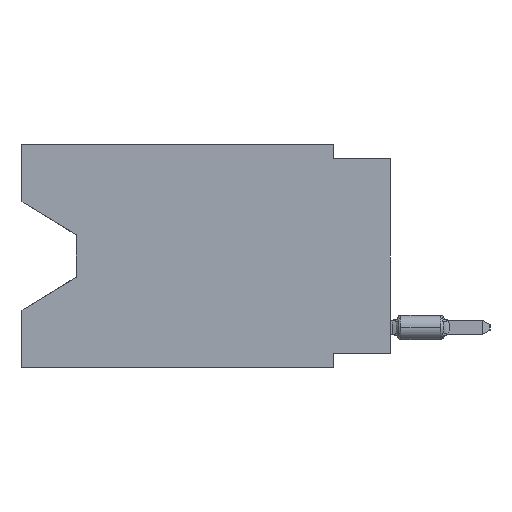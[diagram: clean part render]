
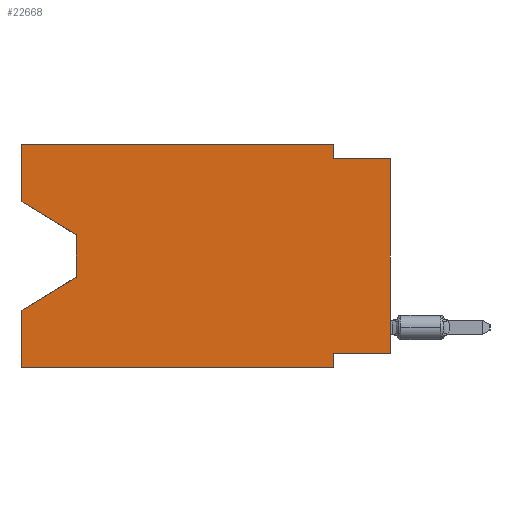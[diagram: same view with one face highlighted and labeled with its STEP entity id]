
A CAD part, left-side view. The second image highlights one B-rep face of the part: STEP entity #22668.
In plain terms, the highlighted planar face has unit normal (-1, 0, 0).
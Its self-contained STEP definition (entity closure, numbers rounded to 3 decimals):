
#700 = DIRECTION ( 'NONE',  ( 1., 0., 0. ) ) ;
#785 = LINE ( 'NONE', #22884, #43578 ) ;
#1041 = VERTEX_POINT ( 'NONE', #45026 ) ;
#1083 = CARTESIAN_POINT ( 'NONE',  ( 0., 16.383, -2.546 ) ) ;
#2135 = CARTESIAN_POINT ( 'NONE',  ( 0., 2.54, 0. ) ) ;
#2959 = LINE ( 'NONE', #55933, #48190 ) ;
#4157 = DIRECTION ( 'NONE',  ( 0., 0., 1. ) ) ;
#4259 = CARTESIAN_POINT ( 'NONE',  ( 0., 2.54, -9.906 ) ) ;
#6244 = DIRECTION ( 'NONE',  ( 0., -0.855, -0.519 ) ) ;
#7119 = EDGE_CURVE ( 'NONE', #50494, #32867, #2959, .T. ) ;
#7832 = ORIENTED_EDGE ( 'NONE', *, *, #20834, .F. ) ;
#9176 = ORIENTED_EDGE ( 'NONE', *, *, #11931, .T. ) ;
#9293 = LINE ( 'NONE', #26771, #11013 ) ;
#11013 = VECTOR ( 'NONE', #22482, 1000. ) ;
#11931 = EDGE_CURVE ( 'NONE', #19077, #1041, #43689, .T. ) ;
#12976 = ORIENTED_EDGE ( 'NONE', *, *, #39881, .F. ) ;
#13375 = EDGE_CURVE ( 'NONE', #18246, #18817, #27197, .T. ) ;
#13539 = VECTOR ( 'NONE', #29319, 1000. ) ;
#14893 = CARTESIAN_POINT ( 'NONE',  ( 0., 16.383, 0. ) ) ;
#15551 = EDGE_LOOP ( 'NONE', ( #50297, #15831, #9176, #30886, #29563, #7832, #20467, #33963, #24795, #18028, #39620, #12976 ) ) ;
#15831 = ORIENTED_EDGE ( 'NONE', *, *, #28574, .T. ) ;
#16933 = CARTESIAN_POINT ( 'NONE',  ( 0., 16.383, 0. ) ) ;
#17387 = VECTOR ( 'NONE', #43843, 1000. ) ;
#18028 = ORIENTED_EDGE ( 'NONE', *, *, #37554, .F. ) ;
#18201 = DIRECTION ( 'NONE',  ( 0., 0., -1. ) ) ;
#18246 = VERTEX_POINT ( 'NONE', #46424 ) ;
#18817 = VERTEX_POINT ( 'NONE', #4259 ) ;
#19077 = VERTEX_POINT ( 'NONE', #45493 ) ;
#20216 = VECTOR ( 'NONE', #46380, 1000. ) ;
#20329 = DIRECTION ( 'NONE',  ( 0., 0., -1. ) ) ;
#20467 = ORIENTED_EDGE ( 'NONE', *, *, #49597, .F. ) ;
#20834 = EDGE_CURVE ( 'NONE', #51643, #18817, #34453, .T. ) ;
#20926 = VECTOR ( 'NONE', #4157, 1000. ) ;
#22221 = LINE ( 'NONE', #34245, #20926 ) ;
#22482 = DIRECTION ( 'NONE',  ( 0., 0., 1. ) ) ;
#22668 = ADVANCED_FACE ( 'NONE', ( #27370 ), #39964, .F. ) ;
#22884 = CARTESIAN_POINT ( 'NONE',  ( 0., 16.383, 0. ) ) ;
#23328 = VECTOR ( 'NONE', #29329, 1000. ) ;
#23579 = VECTOR ( 'NONE', #52249, 1000. ) ;
#24430 = AXIS2_PLACEMENT_3D ( 'NONE', #48819, #700, #18201 ) ;
#24795 = ORIENTED_EDGE ( 'NONE', *, *, #7119, .F. ) ;
#25481 = LINE ( 'NONE', #51779, #41745 ) ;
#25679 = CARTESIAN_POINT ( 'NONE',  ( 0., 16.383, -2.546 ) ) ;
#26229 = CARTESIAN_POINT ( 'NONE',  ( 0., 2.54, -0.635 ) ) ;
#26771 = CARTESIAN_POINT ( 'NONE',  ( 0., 0., 0. ) ) ;
#26890 = EDGE_CURVE ( 'NONE', #39806, #42606, #40349, .T. ) ;
#27197 = LINE ( 'NONE', #44659, #41056 ) ;
#27370 = FACE_OUTER_BOUND ( 'NONE', #15551, .T. ) ;
#28574 = EDGE_CURVE ( 'NONE', #42606, #19077, #38073, .T. ) ;
#29148 = VERTEX_POINT ( 'NONE', #2135 ) ;
#29319 = DIRECTION ( 'NONE',  ( 0., 1., 0. ) ) ;
#29329 = DIRECTION ( 'NONE',  ( 0., 0., -1. ) ) ;
#29563 = ORIENTED_EDGE ( 'NONE', *, *, #13375, .T. ) ;
#30886 = ORIENTED_EDGE ( 'NONE', *, *, #41475, .F. ) ;
#32867 = VERTEX_POINT ( 'NONE', #34226 ) ;
#33913 = DIRECTION ( 'NONE',  ( 0., -1., 0. ) ) ;
#33963 = ORIENTED_EDGE ( 'NONE', *, *, #44151, .T. ) ;
#34226 = CARTESIAN_POINT ( 'NONE',  ( 0., 0., -0.635 ) ) ;
#34245 = CARTESIAN_POINT ( 'NONE',  ( 0., 16.383, 0. ) ) ;
#34453 = LINE ( 'NONE', #51910, #23328 ) ;
#37554 = EDGE_CURVE ( 'NONE', #29148, #50494, #25481, .T. ) ;
#37611 = EDGE_CURVE ( 'NONE', #41642, #29148, #785, .T. ) ;
#38073 = LINE ( 'NONE', #38354, #20216 ) ;
#38354 = CARTESIAN_POINT ( 'NONE',  ( 0., 13.97, -4.013 ) ) ;
#39620 = ORIENTED_EDGE ( 'NONE', *, *, #37611, .F. ) ;
#39806 = VERTEX_POINT ( 'NONE', #25679 ) ;
#39881 = EDGE_CURVE ( 'NONE', #39806, #41642, #22221, .T. ) ;
#39964 = PLANE ( 'NONE',  #24430 ) ;
#40349 = LINE ( 'NONE', #1083, #41281 ) ;
#41056 = VECTOR ( 'NONE', #45217, 1000. ) ;
#41281 = VECTOR ( 'NONE', #6244, 1000. ) ;
#41475 = EDGE_CURVE ( 'NONE', #18246, #1041, #43554, .T. ) ;
#41642 = VERTEX_POINT ( 'NONE', #14893 ) ;
#41745 = VECTOR ( 'NONE', #20329, 1000. ) ;
#41928 = CARTESIAN_POINT ( 'NONE',  ( 0., 0., -9.271 ) ) ;
#42606 = VERTEX_POINT ( 'NONE', #44621 ) ;
#42647 = CARTESIAN_POINT ( 'NONE',  ( 0., 2.54, -9.271 ) ) ;
#43554 = LINE ( 'NONE', #16933, #17387 ) ;
#43578 = VECTOR ( 'NONE', #52911, 1000. ) ;
#43689 = LINE ( 'NONE', #56263, #23579 ) ;
#43843 = DIRECTION ( 'NONE',  ( 0., 0., 1. ) ) ;
#44151 = EDGE_CURVE ( 'NONE', #52200, #32867, #9293, .T. ) ;
#44621 = CARTESIAN_POINT ( 'NONE',  ( 0., 13.97, -4.013 ) ) ;
#44659 = CARTESIAN_POINT ( 'NONE',  ( 0., 16.383, -9.906 ) ) ;
#45026 = CARTESIAN_POINT ( 'NONE',  ( 0., 16.383, -7.36 ) ) ;
#45217 = DIRECTION ( 'NONE',  ( 0., -1., 0. ) ) ;
#45493 = CARTESIAN_POINT ( 'NONE',  ( 0., 13.97, -5.893 ) ) ;
#46380 = DIRECTION ( 'NONE',  ( 0., 0., -1. ) ) ;
#46424 = CARTESIAN_POINT ( 'NONE',  ( 0., 16.383, -9.906 ) ) ;
#46494 = LINE ( 'NONE', #41928, #13539 ) ;
#48190 = VECTOR ( 'NONE', #33913, 1000. ) ;
#48819 = CARTESIAN_POINT ( 'NONE',  ( 0., 16.383, 0. ) ) ;
#49597 = EDGE_CURVE ( 'NONE', #52200, #51643, #46494, .T. ) ;
#50297 = ORIENTED_EDGE ( 'NONE', *, *, #26890, .T. ) ;
#50494 = VERTEX_POINT ( 'NONE', #26229 ) ;
#51643 = VERTEX_POINT ( 'NONE', #42647 ) ;
#51779 = CARTESIAN_POINT ( 'NONE',  ( 0., 2.54, 0. ) ) ;
#51910 = CARTESIAN_POINT ( 'NONE',  ( 0., 2.54, -9.906 ) ) ;
#52200 = VERTEX_POINT ( 'NONE', #56235 ) ;
#52249 = DIRECTION ( 'NONE',  ( 0., 0.855, -0.519 ) ) ;
#52911 = DIRECTION ( 'NONE',  ( 0., -1., 0. ) ) ;
#55933 = CARTESIAN_POINT ( 'NONE',  ( 0., 0., -0.635 ) ) ;
#56235 = CARTESIAN_POINT ( 'NONE',  ( 0., 0., -9.271 ) ) ;
#56263 = CARTESIAN_POINT ( 'NONE',  ( 0., 13.97, -5.893 ) ) ;
